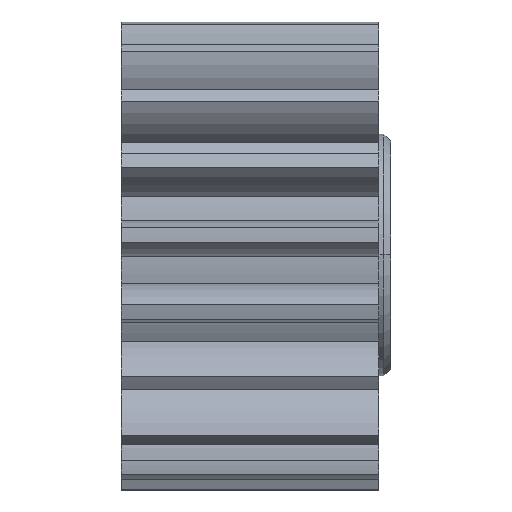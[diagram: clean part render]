
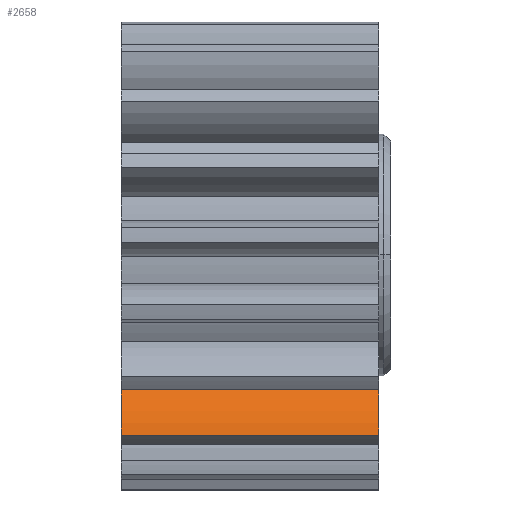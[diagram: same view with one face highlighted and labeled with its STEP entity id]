
A CAD part, top view. The second image highlights one B-rep face of the part: STEP entity #2658.
In plain terms, the highlighted cylindrical face has radius 4.826 mm (diameter 9.652 mm), a partial arc.
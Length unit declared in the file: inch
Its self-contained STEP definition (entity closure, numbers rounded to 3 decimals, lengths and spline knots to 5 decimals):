
#2 = DIRECTION ( 'NONE',  ( -1., 0., 0. ) ) ;
#38 = CIRCLE ( 'NONE', #929, 0.19 ) ;
#204 = VERTEX_POINT ( 'NONE', #3360 ) ;
#422 = CARTESIAN_POINT ( 'NONE',  ( 0.575, -0.30097, 0.28282 ) ) ;
#436 = CARTESIAN_POINT ( 'NONE',  ( 0.2875, -0.4036, 0.33576 ) ) ;
#517 = CIRCLE ( 'NONE', #3641, 0.19 ) ;
#562 = AXIS2_PLACEMENT_3D ( 'NONE', #2006, #854, #1145 ) ;
#606 = VECTOR ( 'NONE', #706, 39.37008 ) ;
#706 = DIRECTION ( 'NONE',  ( -1., 0., 0. ) ) ;
#727 = DIRECTION ( 'NONE',  ( 1., 0., 0. ) ) ;
#850 = CYLINDRICAL_SURFACE ( 'NONE', #562, 0.19 ) ;
#854 = DIRECTION ( 'NONE',  ( -1., 0., 0. ) ) ;
#929 = AXIS2_PLACEMENT_3D ( 'NONE', #1698, #2, #2002 ) ;
#1145 = DIRECTION ( 'NONE',  ( 0., 0., 1. ) ) ;
#1206 = CARTESIAN_POINT ( 'NONE',  ( 0., -0.43526, 0.14841 ) ) ;
#1459 = EDGE_CURVE ( 'NONE', #3713, #204, #38, .T. ) ;
#1489 = DIRECTION ( 'NONE',  ( 0., 0., -1. ) ) ;
#1545 = FACE_OUTER_BOUND ( 'NONE', #2650, .T. ) ;
#1600 = EDGE_CURVE ( 'NONE', #1755, #2038, #517, .T. ) ;
#1663 = ORIENTED_EDGE ( 'NONE', *, *, #3622, .T. ) ;
#1698 = CARTESIAN_POINT ( 'NONE',  ( 0.575, -0.43526, 0.14841 ) ) ;
#1755 = VERTEX_POINT ( 'NONE', #2440 ) ;
#1986 = VECTOR ( 'NONE', #727, 39.37008 ) ;
#2002 = DIRECTION ( 'NONE',  ( 0., 0.736, 0.677 ) ) ;
#2006 = CARTESIAN_POINT ( 'NONE',  ( 0.575, -0.43526, 0.14841 ) ) ;
#2038 = VERTEX_POINT ( 'NONE', #2578 ) ;
#2127 = ORIENTED_EDGE ( 'NONE', *, *, #3057, .T. ) ;
#2190 = CARTESIAN_POINT ( 'NONE',  ( 0.575, -0.4036, 0.33576 ) ) ;
#2440 = CARTESIAN_POINT ( 'NONE',  ( 0., -0.30097, 0.28282 ) ) ;
#2517 = LINE ( 'NONE', #422, #606 ) ;
#2578 = CARTESIAN_POINT ( 'NONE',  ( 0., -0.4036, 0.33576 ) ) ;
#2650 = EDGE_LOOP ( 'NONE', ( #2127, #3580, #1663, #3014 ) ) ;
#2658 = ADVANCED_FACE ( 'NONE', ( #1545 ), #850, .T. ) ;
#3014 = ORIENTED_EDGE ( 'NONE', *, *, #1600, .T. ) ;
#3057 = EDGE_CURVE ( 'NONE', #2038, #3713, #3647, .T. ) ;
#3227 = DIRECTION ( 'NONE',  ( 1., 0., 0. ) ) ;
#3360 = CARTESIAN_POINT ( 'NONE',  ( 0.575, -0.30097, 0.28282 ) ) ;
#3580 = ORIENTED_EDGE ( 'NONE', *, *, #1459, .T. ) ;
#3622 = EDGE_CURVE ( 'NONE', #204, #1755, #2517, .T. ) ;
#3641 = AXIS2_PLACEMENT_3D ( 'NONE', #1206, #3227, #1489 ) ;
#3647 = LINE ( 'NONE', #436, #1986 ) ;
#3713 = VERTEX_POINT ( 'NONE', #2190 ) ;
